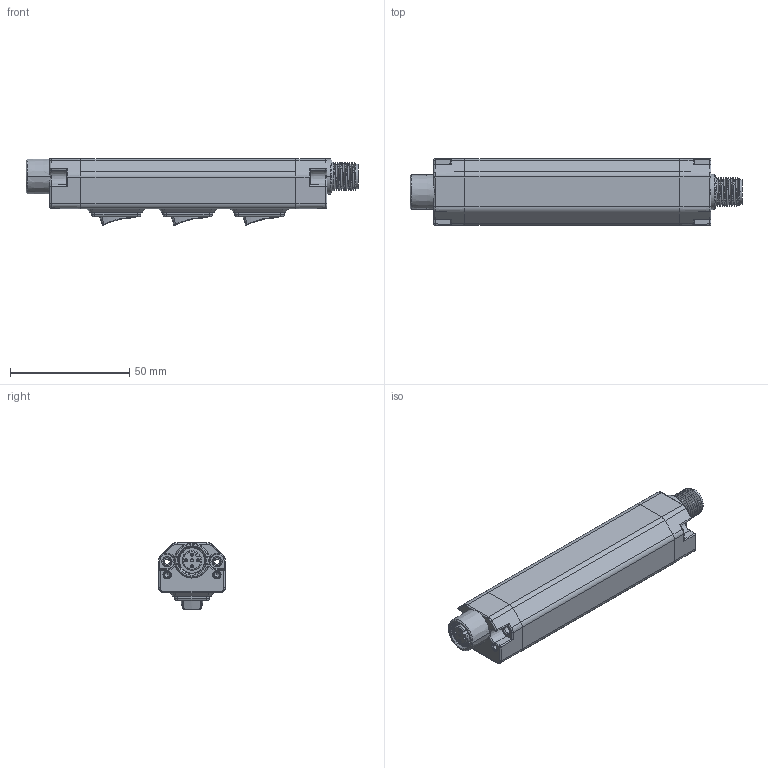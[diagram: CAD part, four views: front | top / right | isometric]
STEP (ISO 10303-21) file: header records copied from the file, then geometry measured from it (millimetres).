
FILE_DESCRIPTION((''),'2;1');
FILE_NAME('213142_ASM','2019-09-17T10:39:50',('pdmadmin'),('BANNER ENGINEERING'),'CREO PARAMETRIC BY PTC INC, 2018300','CREO PARAMETRIC BY PTC INC, 2018300','');
FILE_SCHEMA(('CONFIG_CONTROL_DESIGN'));
Products named in the file (18): 212052; 174959; 153079; 08427; 191632; 157111; WLS28-2_157112_ASM; 157113_ASM; 153080; 192380; 192381; 307-00176; 191964_ASM; 808118_ASM; R1966AXXXXXXGS1_39; R1966AXXXXXXGS_1_ASM; R1966AXXXXXXGS_ASM; 213142_ASM
Assembly tree (24 placements, depth 5):
  213142_ASM
    808118_ASM
      212052
      174959  x3
      157113_ASM
        153079
        WLS28-2_157112_ASM
          08427
          191632
          157111
      153080
      191964_ASM
        192380
        192381  x4
        307-00176
    R1966AXXXXXXGS_ASM  x3
      R1966AXXXXXXGS_1_ASM
        R1966AXXXXXXGS1_39
Bounding box: 139 x 28 x 27.99 mm (x, y, z)
Volume: 33026.1 mm3; surface area: 42475 mm2
Topology: 18 solids, 22 shells, 2389 faces, 6609 edges, 4287 vertices
Faces by surface type: plane 1325, cylinder 517, cone 233, bspline 144, extrusion 102, torus 59, sphere 9
Entity records: 51206 total; most frequent: CARTESIAN_POINT 19504, ORIENTED_EDGE 6718, DIRECTION 6304, EDGE_CURVE 3367, AXIS2_PLACEMENT_3D 2208, VERTEX_POINT 2162, VECTOR 1888, LINE 1854
